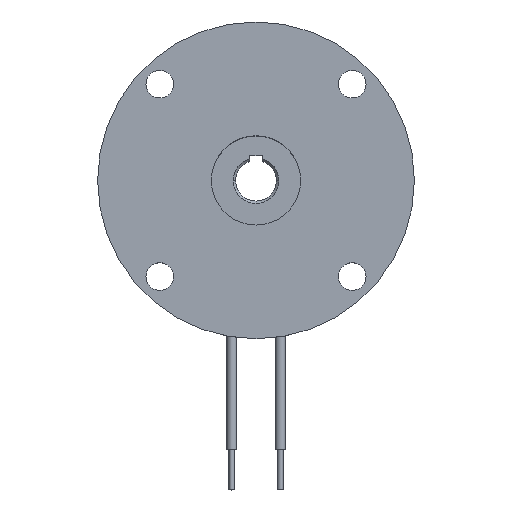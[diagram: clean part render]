
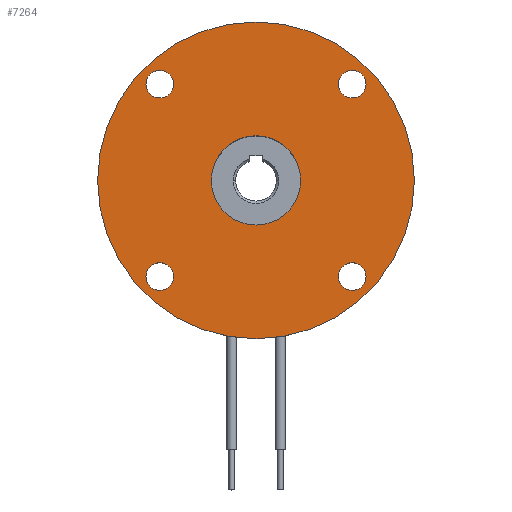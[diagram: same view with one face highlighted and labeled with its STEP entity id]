
A CAD part, top view. The second image highlights one B-rep face of the part: STEP entity #7264.
In plain terms, the highlighted planar face has unit normal (0, 0, 1).
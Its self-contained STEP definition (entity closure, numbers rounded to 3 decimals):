
#86 = AXIS2_PLACEMENT_3D ( 'NONE', #2807, #928, #1012 ) ;
#224 = AXIS2_PLACEMENT_3D ( 'NONE', #7286, #1779, #7245 ) ;
#253 = AXIS2_PLACEMENT_3D ( 'NONE', #5417, #1803, #1197 ) ;
#316 = VERTEX_POINT ( 'NONE', #428 ) ;
#428 = CARTESIAN_POINT ( 'NONE',  ( 0., 19.5, 0. ) ) ;
#669 = DIRECTION ( 'NONE',  ( 0., 1., 0. ) ) ;
#673 = DIRECTION ( 'NONE',  ( 0., 1., 0. ) ) ;
#711 = CARTESIAN_POINT ( 'NONE',  ( 11.844, 10.144, 0. ) ) ;
#879 = EDGE_LOOP ( 'NONE', ( #1274, #1191 ) ) ;
#928 = DIRECTION ( 'NONE',  ( 0., 0., 1. ) ) ;
#990 = CARTESIAN_POINT ( 'NONE',  ( 0., 0., 0. ) ) ;
#1001 = CIRCLE ( 'NONE', #224, 1.7 ) ;
#1012 = DIRECTION ( 'NONE',  ( 0., 1., 0. ) ) ;
#1018 = CARTESIAN_POINT ( 'NONE',  ( -11.844, -13.544, 0. ) ) ;
#1153 = ORIENTED_EDGE ( 'NONE', *, *, #2721, .F. ) ;
#1191 = ORIENTED_EDGE ( 'NONE', *, *, #3113, .F. ) ;
#1197 = DIRECTION ( 'NONE',  ( 0., 1., 0. ) ) ;
#1274 = ORIENTED_EDGE ( 'NONE', *, *, #2015, .F. ) ;
#1361 = CIRCLE ( 'NONE', #4057, 5.5 ) ;
#1375 = CIRCLE ( 'NONE', #7211, 1.7 ) ;
#1385 = CARTESIAN_POINT ( 'NONE',  ( 11.844, 11.844, 0. ) ) ;
#1386 = DIRECTION ( 'NONE',  ( 0., 0., 1. ) ) ;
#1421 = CIRCLE ( 'NONE', #1812, 1.7 ) ;
#1487 = ORIENTED_EDGE ( 'NONE', *, *, #5797, .F. ) ;
#1531 = AXIS2_PLACEMENT_3D ( 'NONE', #2879, #5304, #7120 ) ;
#1534 = FACE_BOUND ( 'NONE', #7033, .T. ) ;
#1617 = FACE_OUTER_BOUND ( 'NONE', #3053, .T. ) ;
#1661 = FACE_BOUND ( 'NONE', #3659, .T. ) ;
#1705 = AXIS2_PLACEMENT_3D ( 'NONE', #6151, #1950, #669 ) ;
#1728 = CARTESIAN_POINT ( 'NONE',  ( -11.844, 13.544, 0. ) ) ;
#1760 = CARTESIAN_POINT ( 'NONE',  ( 11.844, -13.544, 0. ) ) ;
#1775 = CIRCLE ( 'NONE', #6184, 1.7 ) ;
#1779 = DIRECTION ( 'NONE',  ( 0., 0., 1. ) ) ;
#1803 = DIRECTION ( 'NONE',  ( 0., 0., 1. ) ) ;
#1812 = AXIS2_PLACEMENT_3D ( 'NONE', #1385, #7531, #3860 ) ;
#1866 = AXIS2_PLACEMENT_3D ( 'NONE', #4031, #6425, #4737 ) ;
#1911 = CARTESIAN_POINT ( 'NONE',  ( 0., 0., 0. ) ) ;
#1950 = DIRECTION ( 'NONE',  ( 0., 0., 1. ) ) ;
#1973 = CARTESIAN_POINT ( 'NONE',  ( 0., 0., 0. ) ) ;
#2015 = EDGE_CURVE ( 'NONE', #6737, #4589, #1375, .T. ) ;
#2021 = DIRECTION ( 'NONE',  ( 0., 1., 0. ) ) ;
#2233 = DIRECTION ( 'NONE',  ( 0., 0., 1. ) ) ;
#2270 = DIRECTION ( 'NONE',  ( 0., 0., 1. ) ) ;
#2388 = EDGE_CURVE ( 'NONE', #4502, #3997, #1001, .T. ) ;
#2407 = CIRCLE ( 'NONE', #6847, 19.5 ) ;
#2445 = DIRECTION ( 'NONE',  ( 0., 1., 0. ) ) ;
#2449 = CARTESIAN_POINT ( 'NONE',  ( -11.844, -10.144, 0. ) ) ;
#2696 = VERTEX_POINT ( 'NONE', #7664 ) ;
#2721 = EDGE_CURVE ( 'NONE', #6966, #4168, #1775, .T. ) ;
#2807 = CARTESIAN_POINT ( 'NONE',  ( -5.5, 0., 0. ) ) ;
#2879 = CARTESIAN_POINT ( 'NONE',  ( -11.844, -11.844, 0. ) ) ;
#2948 = EDGE_CURVE ( 'NONE', #7122, #6102, #5297, .T. ) ;
#3053 = EDGE_LOOP ( 'NONE', ( #7691, #4435 ) ) ;
#3113 = EDGE_CURVE ( 'NONE', #4589, #6737, #5002, .T. ) ;
#3144 = EDGE_LOOP ( 'NONE', ( #3193, #6693 ) ) ;
#3193 = ORIENTED_EDGE ( 'NONE', *, *, #5506, .F. ) ;
#3231 = VERTEX_POINT ( 'NONE', #5082 ) ;
#3659 = EDGE_LOOP ( 'NONE', ( #7512, #7801 ) ) ;
#3677 = CARTESIAN_POINT ( 'NONE',  ( -11.844, 11.844, 0. ) ) ;
#3814 = DIRECTION ( 'NONE',  ( 0., 1., 0. ) ) ;
#3860 = DIRECTION ( 'NONE',  ( 0., 1., 0. ) ) ;
#3997 = VERTEX_POINT ( 'NONE', #711 ) ;
#4031 = CARTESIAN_POINT ( 'NONE',  ( -11.844, -11.844, 0. ) ) ;
#4056 = PLANE ( 'NONE',  #86 ) ;
#4057 = AXIS2_PLACEMENT_3D ( 'NONE', #4413, #1386, #2021 ) ;
#4112 = EDGE_CURVE ( 'NONE', #4986, #2696, #6700, .T. ) ;
#4135 = FACE_BOUND ( 'NONE', #3144, .T. ) ;
#4141 = CARTESIAN_POINT ( 'NONE',  ( 11.844, 13.544, 0. ) ) ;
#4168 = VERTEX_POINT ( 'NONE', #1760 ) ;
#4337 = DIRECTION ( 'NONE',  ( 0., 0., 1. ) ) ;
#4406 = DIRECTION ( 'NONE',  ( 0., 0., 1. ) ) ;
#4413 = CARTESIAN_POINT ( 'NONE',  ( 0., 0., 0. ) ) ;
#4435 = ORIENTED_EDGE ( 'NONE', *, *, #7772, .T. ) ;
#4502 = VERTEX_POINT ( 'NONE', #4141 ) ;
#4541 = ORIENTED_EDGE ( 'NONE', *, *, #4112, .F. ) ;
#4589 = VERTEX_POINT ( 'NONE', #1728 ) ;
#4594 = FACE_BOUND ( 'NONE', #879, .T. ) ;
#4642 = CARTESIAN_POINT ( 'NONE',  ( 11.844, -10.144, 0. ) ) ;
#4696 = DIRECTION ( 'NONE',  ( 0., 1., 0. ) ) ;
#4720 = CIRCLE ( 'NONE', #5094, 19.5 ) ;
#4737 = DIRECTION ( 'NONE',  ( 0., 1., 0. ) ) ;
#4986 = VERTEX_POINT ( 'NONE', #6263 ) ;
#5002 = CIRCLE ( 'NONE', #1705, 1.7 ) ;
#5035 = EDGE_CURVE ( 'NONE', #2696, #4986, #1361, .T. ) ;
#5042 = CARTESIAN_POINT ( 'NONE',  ( -11.844, 10.144, 0. ) ) ;
#5082 = CARTESIAN_POINT ( 'NONE',  ( 0., -19.5, 0. ) ) ;
#5094 = AXIS2_PLACEMENT_3D ( 'NONE', #1911, #4337, #673 ) ;
#5297 = CIRCLE ( 'NONE', #1866, 1.7 ) ;
#5304 = DIRECTION ( 'NONE',  ( 0., 0., 1. ) ) ;
#5318 = ORIENTED_EDGE ( 'NONE', *, *, #5035, .F. ) ;
#5358 = CIRCLE ( 'NONE', #253, 1.7 ) ;
#5417 = CARTESIAN_POINT ( 'NONE',  ( 11.844, -11.844, 0. ) ) ;
#5506 = EDGE_CURVE ( 'NONE', #6102, #7122, #7114, .T. ) ;
#5797 = EDGE_CURVE ( 'NONE', #4168, #6966, #5358, .T. ) ;
#5887 = EDGE_CURVE ( 'NONE', #316, #3231, #4720, .T. ) ;
#6102 = VERTEX_POINT ( 'NONE', #1018 ) ;
#6151 = CARTESIAN_POINT ( 'NONE',  ( -11.844, 11.844, 0. ) ) ;
#6184 = AXIS2_PLACEMENT_3D ( 'NONE', #6391, #2233, #7070 ) ;
#6263 = CARTESIAN_POINT ( 'NONE',  ( 0., 5.5, 0. ) ) ;
#6391 = CARTESIAN_POINT ( 'NONE',  ( 11.844, -11.844, 0. ) ) ;
#6425 = DIRECTION ( 'NONE',  ( 0., 0., 1. ) ) ;
#6497 = FACE_BOUND ( 'NONE', #6970, .T. ) ;
#6693 = ORIENTED_EDGE ( 'NONE', *, *, #2948, .F. ) ;
#6700 = CIRCLE ( 'NONE', #7830, 5.5 ) ;
#6737 = VERTEX_POINT ( 'NONE', #5042 ) ;
#6779 = DIRECTION ( 'NONE',  ( 0., 0., 1. ) ) ;
#6847 = AXIS2_PLACEMENT_3D ( 'NONE', #1973, #4406, #3814 ) ;
#6861 = EDGE_CURVE ( 'NONE', #3997, #4502, #1421, .T. ) ;
#6966 = VERTEX_POINT ( 'NONE', #4642 ) ;
#6970 = EDGE_LOOP ( 'NONE', ( #4541, #5318 ) ) ;
#7033 = EDGE_LOOP ( 'NONE', ( #1487, #1153 ) ) ;
#7070 = DIRECTION ( 'NONE',  ( 0., 1., 0. ) ) ;
#7114 = CIRCLE ( 'NONE', #1531, 1.7 ) ;
#7120 = DIRECTION ( 'NONE',  ( 0., 1., 0. ) ) ;
#7122 = VERTEX_POINT ( 'NONE', #2449 ) ;
#7211 = AXIS2_PLACEMENT_3D ( 'NONE', #3677, #6779, #2445 ) ;
#7245 = DIRECTION ( 'NONE',  ( 0., 1., 0. ) ) ;
#7264 = ADVANCED_FACE ( 'NONE', ( #1534, #1661, #4594, #4135, #1617, #6497 ), #4056, .T. ) ;
#7286 = CARTESIAN_POINT ( 'NONE',  ( 11.844, 11.844, 0. ) ) ;
#7512 = ORIENTED_EDGE ( 'NONE', *, *, #6861, .F. ) ;
#7531 = DIRECTION ( 'NONE',  ( 0., 0., 1. ) ) ;
#7664 = CARTESIAN_POINT ( 'NONE',  ( 0., -5.5, 0. ) ) ;
#7691 = ORIENTED_EDGE ( 'NONE', *, *, #5887, .T. ) ;
#7772 = EDGE_CURVE ( 'NONE', #3231, #316, #2407, .T. ) ;
#7801 = ORIENTED_EDGE ( 'NONE', *, *, #2388, .F. ) ;
#7830 = AXIS2_PLACEMENT_3D ( 'NONE', #990, #2270, #4696 ) ;
